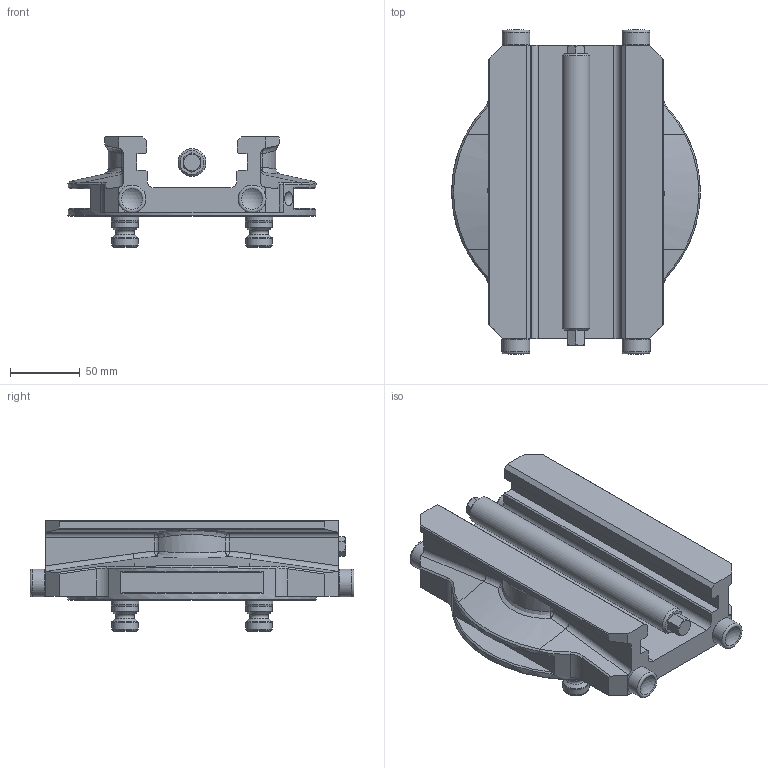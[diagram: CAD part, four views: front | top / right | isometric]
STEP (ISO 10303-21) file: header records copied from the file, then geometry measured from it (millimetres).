
FILE_DESCRIPTION((''),'2;1');
FILE_NAME('LANG_Robot_FIX.stp','2017-03-14T15:43:51',(''),(''),'STEP Write','Mastercam 2017 ... CNC Software, Inc.','');
FILE_SCHEMA(('AUTOMOTIVE_DESIGN'));
Length unit declared in the file: millimetre
Products named in the file (1): None
Bounding box: 178 x 232 x 79 mm (x, y, z)
Volume: 1004869.5 mm3; surface area: 157487.7 mm2
Topology: 10 solids, 10 shells, 360 faces, 866 edges, 537 vertices
Faces by surface type: plane 156, cylinder 89, cone 66, torus 20, bspline 16, sphere 13
Full cylindrical faces by diameter (mm): 8.5 x4, 10.5 x1, 12 x4, 12.2 x4, 15.5 x1, 15.99 x4, 18.97 x4, 18.99 x4, 19.98 x4, 20 x5, 165 x1, 178 x1
Entity records: 12654 total; most frequent: CARTESIAN_POINT 4744, DIRECTION 1500, ORIENTED_EDGE 1436, EDGE_CURVE 718, AXIS2_PLACEMENT_3D 574, VERTEX_POINT 506, EDGE_LOOP 488, STYLED_ITEM 370
